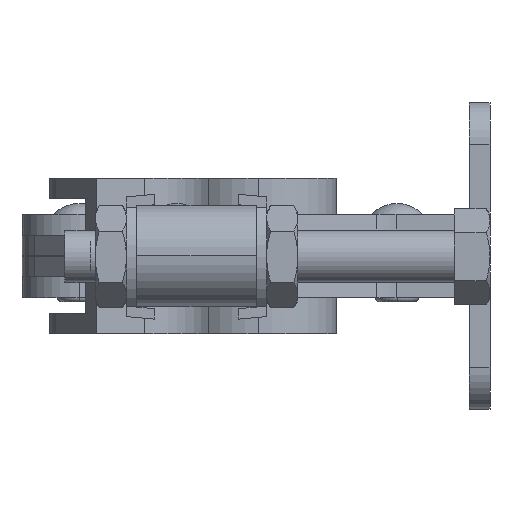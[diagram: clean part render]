
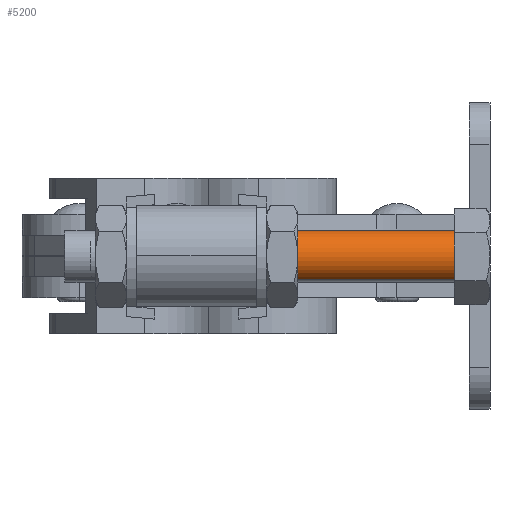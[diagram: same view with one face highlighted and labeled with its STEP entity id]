
A CAD part, left-side view. The second image highlights one B-rep face of the part: STEP entity #5200.
In plain terms, the highlighted cylindrical face has radius 5 mm (diameter 10 mm), a partial arc.
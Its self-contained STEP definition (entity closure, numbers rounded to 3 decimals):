
#65 = DIRECTION ( 'NONE',  ( 0., -1., 0. ) ) ;
#185 = CARTESIAN_POINT ( 'NONE',  ( -141.317, 6.85, 0.19 ) ) ;
#438 = VERTEX_POINT ( 'NONE', #10371 ) ;
#655 = VECTOR ( 'NONE', #1247, 1000. ) ;
#898 = CIRCLE ( 'NONE', #1104, 5. ) ;
#1104 = AXIS2_PLACEMENT_3D ( 'NONE', #8669, #7705, #6474 ) ;
#1245 = CIRCLE ( 'NONE', #6028, 5. ) ;
#1247 = DIRECTION ( 'NONE',  ( 0., -1., 0. ) ) ;
#1831 = CARTESIAN_POINT ( 'NONE',  ( -143.817, 0., -4.14 ) ) ;
#1959 = VERTEX_POINT ( 'NONE', #4246 ) ;
#2116 = EDGE_CURVE ( 'NONE', #5575, #438, #1245, .T. ) ;
#2998 = EDGE_CURVE ( 'NONE', #438, #1959, #7686, .T. ) ;
#3296 = DIRECTION ( 'NONE',  ( 0.5, 0., 0.866 ) ) ;
#3731 = EDGE_CURVE ( 'NONE', #5293, #1959, #898, .T. ) ;
#3969 = ORIENTED_EDGE ( 'NONE', *, *, #2998, .T. ) ;
#4031 = VECTOR ( 'NONE', #8648, 1000. ) ;
#4201 = CARTESIAN_POINT ( 'NONE',  ( -141.317, 0., 0.19 ) ) ;
#4213 = DIRECTION ( 'NONE',  ( 0., -1., 0. ) ) ;
#4246 = CARTESIAN_POINT ( 'NONE',  ( -146.317, 6.85, -8.47 ) ) ;
#4714 = FACE_OUTER_BOUND ( 'NONE', #9234, .T. ) ;
#5200 = ADVANCED_FACE ( 'NONE', ( #4714 ), #11301, .T. ) ;
#5293 = VERTEX_POINT ( 'NONE', #185 ) ;
#5575 = VERTEX_POINT ( 'NONE', #8532 ) ;
#5653 = EDGE_CURVE ( 'NONE', #5575, #5293, #11166, .T. ) ;
#6028 = AXIS2_PLACEMENT_3D ( 'NONE', #10278, #4213, #3296 ) ;
#6474 = DIRECTION ( 'NONE',  ( -0.5, 0., -0.866 ) ) ;
#7686 = LINE ( 'NONE', #8134, #655 ) ;
#7705 = DIRECTION ( 'NONE',  ( 0., -1., 0. ) ) ;
#7861 = AXIS2_PLACEMENT_3D ( 'NONE', #1831, #65, #8022 ) ;
#8022 = DIRECTION ( 'NONE',  ( 0.5, 0., 0.866 ) ) ;
#8134 = CARTESIAN_POINT ( 'NONE',  ( -146.317, 0., -8.47 ) ) ;
#8532 = CARTESIAN_POINT ( 'NONE',  ( -141.317, 76.022, 0.19 ) ) ;
#8648 = DIRECTION ( 'NONE',  ( 0., -1., 0. ) ) ;
#8669 = CARTESIAN_POINT ( 'NONE',  ( -143.817, 6.85, -4.14 ) ) ;
#8837 = ORIENTED_EDGE ( 'NONE', *, *, #5653, .F. ) ;
#9053 = ORIENTED_EDGE ( 'NONE', *, *, #3731, .F. ) ;
#9234 = EDGE_LOOP ( 'NONE', ( #9514, #3969, #9053, #8837 ) ) ;
#9514 = ORIENTED_EDGE ( 'NONE', *, *, #2116, .T. ) ;
#10278 = CARTESIAN_POINT ( 'NONE',  ( -143.817, 76.022, -4.14 ) ) ;
#10371 = CARTESIAN_POINT ( 'NONE',  ( -146.317, 76.022, -8.47 ) ) ;
#11166 = LINE ( 'NONE', #4201, #4031 ) ;
#11301 = CYLINDRICAL_SURFACE ( 'NONE', #7861, 5. ) ;
